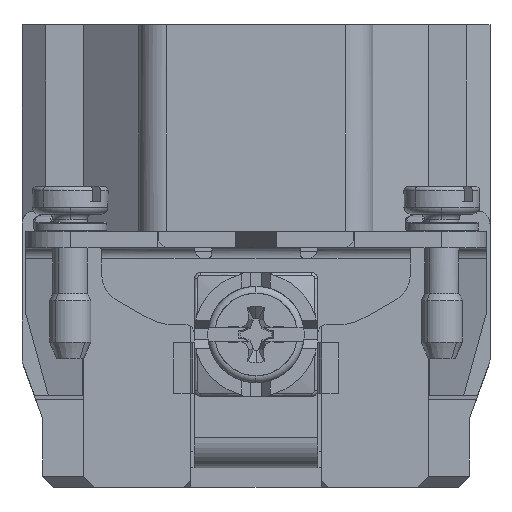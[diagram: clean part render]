
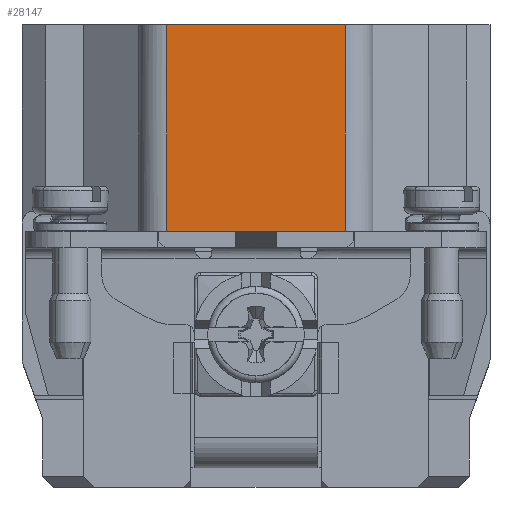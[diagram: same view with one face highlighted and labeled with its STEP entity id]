
A CAD part, left-side view. The second image highlights one B-rep face of the part: STEP entity #28147.
In plain terms, the highlighted planar face has unit normal (-1, 0, 0).
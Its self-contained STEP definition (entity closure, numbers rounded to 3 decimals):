
#28108=CARTESIAN_POINT('',(-32.,6.5,1.2));
#28109=DIRECTION('',(-1.,0.,-0.));
#28110=DIRECTION('',(0.,-1.,0.));
#28111=AXIS2_PLACEMENT_3D('',#28108,#28109,#28110);
#28112=PLANE('',#28111);
#28113=CARTESIAN_POINT('',(-32.,6.5,1.2));
#28114=VERTEX_POINT('',#28113);
#28115=CARTESIAN_POINT('',(-32.,-6.5,1.2));
#28116=VERTEX_POINT('',#28115);
#28117=CARTESIAN_POINT('',(-32.,12344.523,1.2));
#28118=DIRECTION('',(0.,-1.,0.));
#28119=VECTOR('',#28118,24690.);
#28120=LINE('',#28117,#28119);
#28121=EDGE_CURVE('',#28114,#28116,#28120,.T.);
#28122=ORIENTED_EDGE('',*,*,#28121,.T.);
#28123=CARTESIAN_POINT('',(-32.,-6.5,16.2));
#28124=VERTEX_POINT('',#28123);
#28125=CARTESIAN_POINT('',(-32.,-6.5,-12343.8));
#28126=DIRECTION('',(-0.,-0.,1.));
#28127=VECTOR('',#28126,24690.);
#28128=LINE('',#28125,#28127);
#28129=EDGE_CURVE('',#28116,#28124,#28128,.T.);
#28130=ORIENTED_EDGE('',*,*,#28129,.T.);
#28131=CARTESIAN_POINT('',(-32.,6.5,16.2));
#28132=VERTEX_POINT('',#28131);
#28133=CARTESIAN_POINT('',(-32.,-12350.675,16.2));
#28134=DIRECTION('',(0.,1.,0.));
#28135=VECTOR('',#28134,24690.);
#28136=LINE('',#28133,#28135);
#28137=EDGE_CURVE('',#28124,#28132,#28136,.T.);
#28138=ORIENTED_EDGE('',*,*,#28137,.T.);
#28139=CARTESIAN_POINT('',(-32.,6.5,12346.2));
#28140=DIRECTION('',(0.,-0.,-1.));
#28141=VECTOR('',#28140,24690.);
#28142=LINE('',#28139,#28141);
#28143=EDGE_CURVE('',#28132,#28114,#28142,.T.);
#28144=ORIENTED_EDGE('',*,*,#28143,.T.);
#28145=EDGE_LOOP('',(#28122,#28130,#28138,#28144));
#28146=FACE_BOUND('',#28145,.T.);
#28147=ADVANCED_FACE('',(#28146),#28112,.T.);
